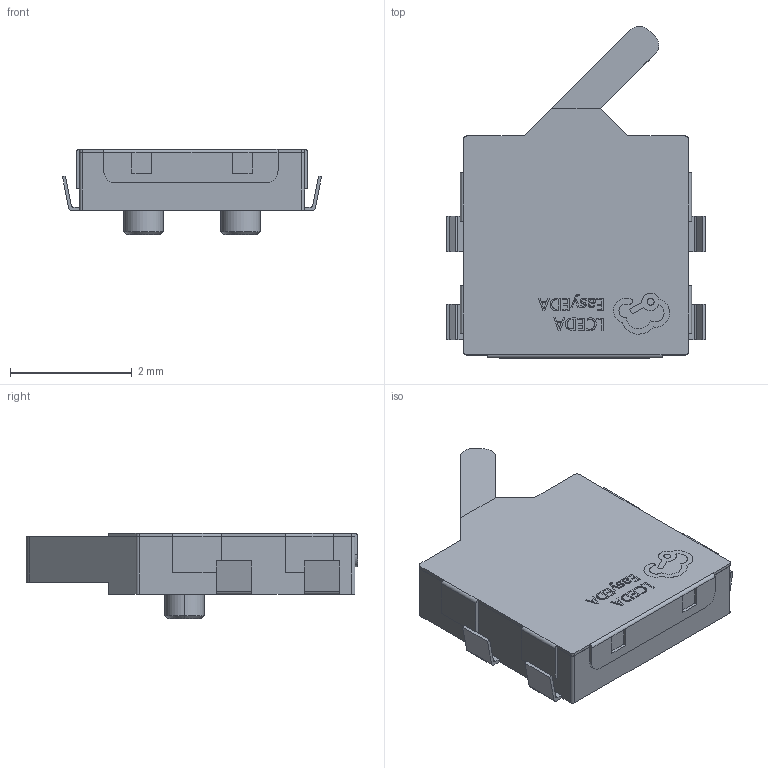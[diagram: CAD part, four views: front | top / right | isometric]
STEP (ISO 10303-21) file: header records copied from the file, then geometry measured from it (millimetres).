
FILE_DESCRIPTION (( 'STEP AP214' ), '1' );
FILE_NAME ('SW-SMD_SPVN310101.step', '2022-07-26T15:37:04', ( '' ), ( '' ), 'SwSTEP 2.0', 'SolidWorks 2020', '' );
FILE_SCHEMA (( 'AUTOMOTIVE_DESIGN' ));
Length unit declared in the file: millimetre
Products named in the file (1): SW-SMD_SPVN310101
Bounding box: 4.26 x 5.46 x 1.4 mm (x, y, z)
Volume: 15 mm3; surface area: 88.5 mm2
Topology: 15 solids, 15 shells, 447 faces, 1199 edges, 793 vertices
Faces by surface type: plane 285, bspline 112, cylinder 46, cone 4
Entity records: 19234 total; most frequent: CARTESIAN_POINT 4544, ORIENTED_EDGE 2398, DIRECTION 1739, EDGE_CURVE 1199, VECTOR 875, LINE 875, VERTEX_POINT 793, EDGE_LOOP 474
